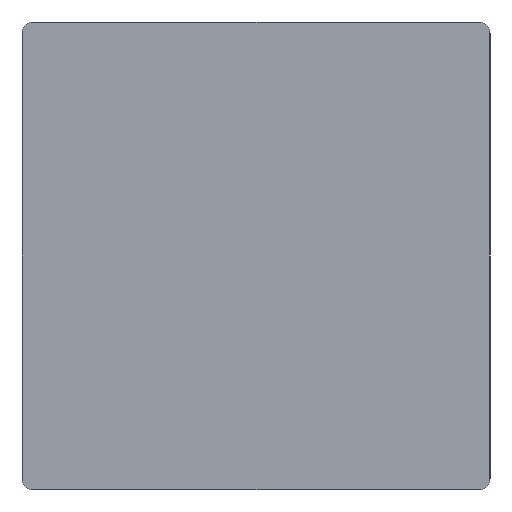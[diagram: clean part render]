
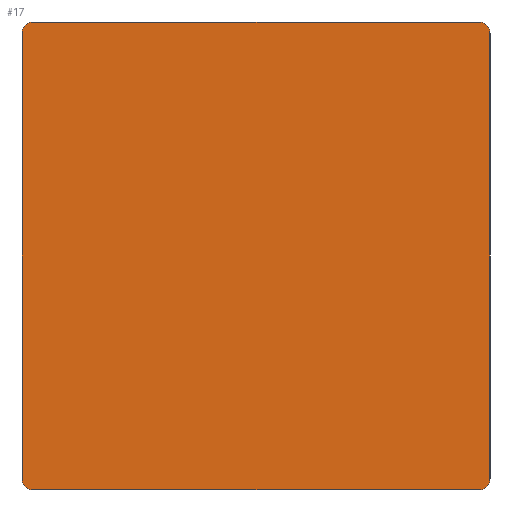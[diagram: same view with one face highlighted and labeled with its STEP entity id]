
A CAD part, left-side view. The second image highlights one B-rep face of the part: STEP entity #17.
In plain terms, the highlighted planar face has unit normal (-1, 0, 0).
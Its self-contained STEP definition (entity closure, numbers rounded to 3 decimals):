
#13=DIRECTION('',(0.,0.,1.));
#14=DIRECTION('',(1.,0.,-0.));
#17=ADVANCED_FACE('',(#18),#75,.F.);
#18=FACE_BOUND('',#19,.F.);
#19=EDGE_LOOP('',(#20,#29,#36,#43,#51,#57,#64,#70));
#20=ORIENTED_EDGE('',*,*,#21,.F.);
#21=EDGE_CURVE('',#22,#24,#26,.T.);
#22=VERTEX_POINT('',#23);
#23=CARTESIAN_POINT('',(-3.15,-1.6,0.08));
#24=VERTEX_POINT('',#25);
#25=CARTESIAN_POINT('',(-3.15,-1.6,3.12));
#26=LINE('',#27,#28);
#27=CARTESIAN_POINT('',(-3.15,-1.6,0.));
#28=VECTOR('',#13,1.);
#29=ORIENTED_EDGE('',*,*,#30,.T.);
#30=EDGE_CURVE('',#22,#31,#33,.T.);
#31=VERTEX_POINT('',#32);
#32=CARTESIAN_POINT('',(-3.15,-1.52,0.));
#33=CIRCLE('',#34,0.08);
#34=AXIS2_PLACEMENT_3D('',#35,#14,#13);
#35=CARTESIAN_POINT('',(-3.15,-1.52,0.08));
#36=ORIENTED_EDGE('',*,*,#37,.T.);
#37=EDGE_CURVE('',#31,#38,#40,.T.);
#38=VERTEX_POINT('',#39);
#39=CARTESIAN_POINT('',(-3.15,1.52,0.));
#40=LINE('',#27,#41);
#41=VECTOR('',#42,1.);
#42=DIRECTION('',(0.,1.,0.));
#43=ORIENTED_EDGE('',*,*,#44,.F.);
#44=EDGE_CURVE('',#45,#38,#47,.T.);
#45=VERTEX_POINT('',#46);
#46=CARTESIAN_POINT('',(-3.15,1.6,0.08));
#47=CIRCLE('',#48,0.08);
#48=AXIS2_PLACEMENT_3D('',#49,#50,#13);
#49=CARTESIAN_POINT('',(-3.15,1.52,0.08));
#50=DIRECTION('',(-1.,0.,0.));
#51=ORIENTED_EDGE('',*,*,#52,.T.);
#52=EDGE_CURVE('',#45,#53,#55,.T.);
#53=VERTEX_POINT('',#54);
#54=CARTESIAN_POINT('',(-3.15,1.6,3.12));
#55=LINE('',#56,#28);
#56=CARTESIAN_POINT('',(-3.15,1.6,0.));
#57=ORIENTED_EDGE('',*,*,#58,.T.);
#58=EDGE_CURVE('',#53,#59,#61,.T.);
#59=VERTEX_POINT('',#60);
#60=CARTESIAN_POINT('',(-3.15,1.52,3.2));
#61=CIRCLE('',#62,0.08);
#62=AXIS2_PLACEMENT_3D('',#63,#14,#13);
#63=CARTESIAN_POINT('',(-3.15,1.52,3.12));
#64=ORIENTED_EDGE('',*,*,#65,.F.);
#65=EDGE_CURVE('',#66,#59,#68,.T.);
#66=VERTEX_POINT('',#67);
#67=CARTESIAN_POINT('',(-3.15,-1.52,3.2));
#68=LINE('',#69,#41);
#69=CARTESIAN_POINT('',(-3.15,-1.6,3.2));
#70=ORIENTED_EDGE('',*,*,#71,.F.);
#71=EDGE_CURVE('',#24,#66,#72,.T.);
#72=CIRCLE('',#73,0.08);
#73=AXIS2_PLACEMENT_3D('',#74,#50,#13);
#74=CARTESIAN_POINT('',(-3.15,-1.52,3.12));
#75=PLANE('',#76);
#76=AXIS2_PLACEMENT_3D('',#27,#77,#13);
#77=DIRECTION('',(1.,0.,0.));
